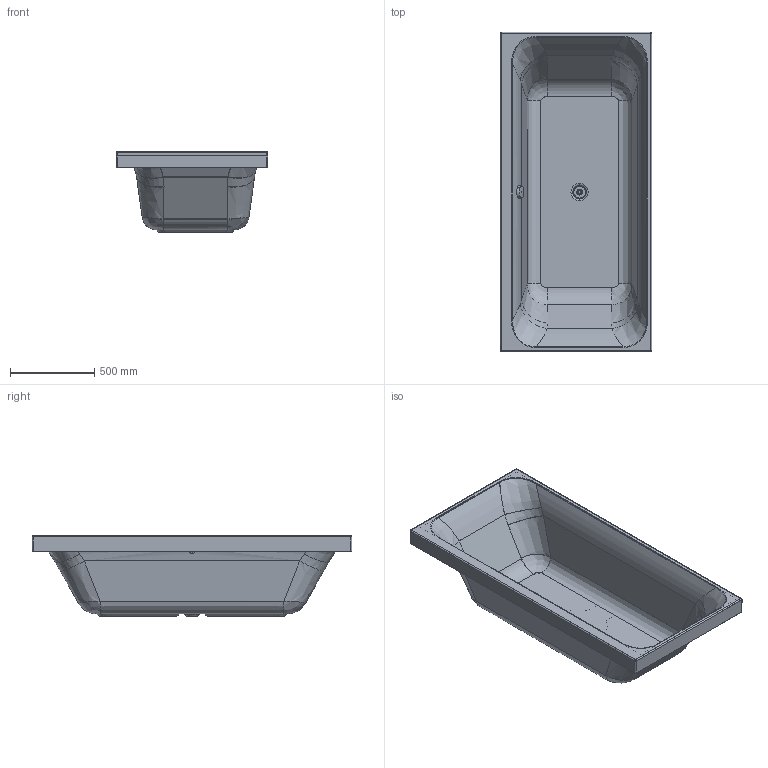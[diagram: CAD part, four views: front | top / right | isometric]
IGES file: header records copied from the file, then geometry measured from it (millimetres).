
Global section: file name: No Iges File Name specified; native system: Autodesk Inventor 2011; preprocessor: AutoDesk Inventor Iges Exporter R2011; author: Administrator; date: 20130603.140307; units: millimetre
Bounding box: 900.25 x 1900.12 x 480 mm (x, y, z)
Volume: 26820163.1 mm3; surface area: 8488025.1 mm2
Topology: 6 solids, 6 shells, 346 faces, 887 edges, 535 vertices
Faces by surface type: plane 137, revolution 83, bspline 72, cylinder 30, cone 12, torus 6, sphere 6
